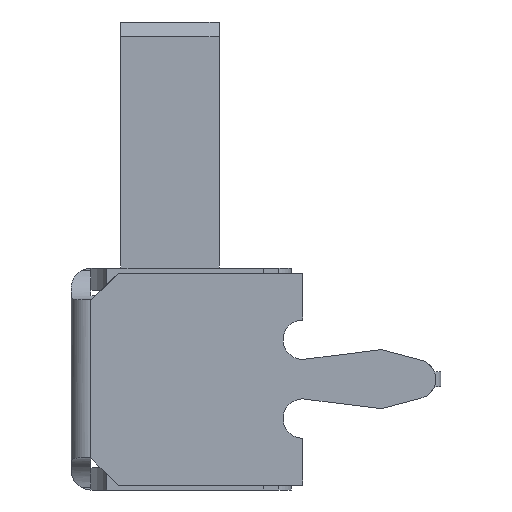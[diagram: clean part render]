
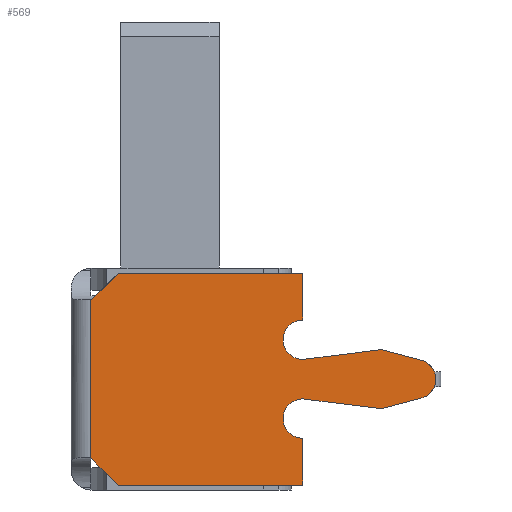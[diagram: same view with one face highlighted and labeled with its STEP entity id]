
A CAD part, left-side view. The second image highlights one B-rep face of the part: STEP entity #569.
In plain terms, the highlighted planar face has unit normal (-1, 0, 0).
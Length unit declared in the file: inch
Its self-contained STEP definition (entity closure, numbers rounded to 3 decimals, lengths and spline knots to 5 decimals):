
#31 = CARTESIAN_POINT ( 'NONE',  ( -0.15236, -0.06563, 0.25394 ) ) ;
#52 = CARTESIAN_POINT ( 'NONE',  ( -0.15236, -0.06563, 0.42323 ) ) ;
#86 = ORIENTED_EDGE ( 'NONE', *, *, #2257, .F. ) ;
#184 = ORIENTED_EDGE ( 'NONE', *, *, #5071, .T. ) ;
#193 = EDGE_CURVE ( 'NONE', #1419, #258, #1013, .T. ) ;
#258 = VERTEX_POINT ( 'NONE', #3760 ) ;
#317 = CARTESIAN_POINT ( 'NONE',  ( -0.15236, 0.10367, 0.4252 ) ) ;
#340 = LINE ( 'NONE', #5491, #2065 ) ;
#386 = DIRECTION ( 'NONE',  ( 0., 0.707, -0.707 ) ) ;
#397 = EDGE_CURVE ( 'NONE', #3831, #1259, #3415, .T. ) ;
#406 = CARTESIAN_POINT ( 'NONE',  ( -0.15236, 0.10367, 0.4252 ) ) ;
#485 = DIRECTION ( 'NONE',  ( 0., -0.707, -0.707 ) ) ;
#569 = ADVANCED_FACE ( 'NONE', ( #4185 ), #2903, .F. ) ;
#657 = CARTESIAN_POINT ( 'NONE',  ( -0.15236, -0.06563, 0.35433 ) ) ;
#666 = ORIENTED_EDGE ( 'NONE', *, *, #397, .F. ) ;
#690 = VERTEX_POINT ( 'NONE', #827 ) ;
#726 = DIRECTION ( 'NONE',  ( 0., -1., 0. ) ) ;
#731 = VERTEX_POINT ( 'NONE', #796 ) ;
#734 = CIRCLE ( 'NONE', #5460, 0.01575 ) ;
#757 = CARTESIAN_POINT ( 'NONE',  ( -0.15236, 0.08004, 0.4252 ) ) ;
#759 = CARTESIAN_POINT ( 'NONE',  ( -0.15236, -0.12862, 0.31496 ) ) ;
#796 = CARTESIAN_POINT ( 'NONE',  ( -0.15236, 0.10367, 0.27559 ) ) ;
#825 = ORIENTED_EDGE ( 'NONE', *, *, #1821, .F. ) ;
#827 = CARTESIAN_POINT ( 'NONE',  ( -0.15236, -0.06563, 0.42323 ) ) ;
#898 = DIRECTION ( 'NONE',  ( 0., -0.966, -0.257 ) ) ;
#914 = CARTESIAN_POINT ( 'NONE',  ( -0.15236, 0.10367, 0.27559 ) ) ;
#931 = VERTEX_POINT ( 'NONE', #3578 ) ;
#944 = CARTESIAN_POINT ( 'NONE',  ( -0.15236, -0.15618, 0.33858 ) ) ;
#963 = CARTESIAN_POINT ( 'NONE',  ( -0.15236, 0.10367, 0.27565 ) ) ;
#966 = LINE ( 'NONE', #3149, #2440 ) ;
#1013 = CIRCLE ( 'NONE', #4180, 0.01575 ) ;
#1067 = DIRECTION ( 'NONE',  ( 0., 1., 0. ) ) ;
#1081 = LINE ( 'NONE', #759, #5247 ) ;
#1087 = ORIENTED_EDGE ( 'NONE', *, *, #3580, .F. ) ;
#1135 = VECTOR ( 'NONE', #386, 39.37008 ) ;
#1145 = VECTOR ( 'NONE', #4322, 39.37008 ) ;
#1205 = CARTESIAN_POINT ( 'NONE',  ( -0.15236, -0.16084, 0.32354 ) ) ;
#1259 = VERTEX_POINT ( 'NONE', #2617 ) ;
#1293 = DIRECTION ( 'NONE',  ( 0., 0., 1. ) ) ;
#1301 = CARTESIAN_POINT ( 'NONE',  ( -0.15236, -0.16084, 0.35363 ) ) ;
#1383 = VERTEX_POINT ( 'NONE', #31 ) ;
#1387 = CARTESIAN_POINT ( 'NONE',  ( -0.15236, -0.12862, 0.31496 ) ) ;
#1400 = ORIENTED_EDGE ( 'NONE', *, *, #193, .F. ) ;
#1419 = VERTEX_POINT ( 'NONE', #2327 ) ;
#1561 = ORIENTED_EDGE ( 'NONE', *, *, #3730, .F. ) ;
#1572 = EDGE_CURVE ( 'NONE', #1383, #5264, #340, .T. ) ;
#1589 = VERTEX_POINT ( 'NONE', #1205 ) ;
#1640 = ORIENTED_EDGE ( 'NONE', *, *, #2988, .T. ) ;
#1693 = VECTOR ( 'NONE', #2266, 39.37008 ) ;
#1696 = VERTEX_POINT ( 'NONE', #4057 ) ;
#1749 = VERTEX_POINT ( 'NONE', #963 ) ;
#1758 = CARTESIAN_POINT ( 'NONE',  ( -0.15236, 0.10367, 0.40157 ) ) ;
#1785 = DIRECTION ( 'NONE',  ( 0., -1., 0. ) ) ;
#1807 = AXIS2_PLACEMENT_3D ( 'NONE', #317, #4524, #1067 ) ;
#1821 = EDGE_CURVE ( 'NONE', #1589, #2089, #1081, .T. ) ;
#1842 = CARTESIAN_POINT ( 'NONE',  ( -0.15236, -0.06563, 0.32283 ) ) ;
#1911 = AXIS2_PLACEMENT_3D ( 'NONE', #3027, #2232, #4310 ) ;
#1972 = DIRECTION ( 'NONE',  ( -1., 0., 0. ) ) ;
#2001 = ORIENTED_EDGE ( 'NONE', *, *, #4763, .F. ) ;
#2048 = CARTESIAN_POINT ( 'NONE',  ( -0.15236, -0.06563, 0.37008 ) ) ;
#2065 = VECTOR ( 'NONE', #5056, 39.37008 ) ;
#2089 = VERTEX_POINT ( 'NONE', #1387 ) ;
#2232 = DIRECTION ( 'NONE',  ( -1., 0., 0. ) ) ;
#2257 = EDGE_CURVE ( 'NONE', #4869, #1383, #3759, .T. ) ;
#2266 = DIRECTION ( 'NONE',  ( 0., 0.992, 0.124 ) ) ;
#2293 = LINE ( 'NONE', #1842, #1693 ) ;
#2327 = CARTESIAN_POINT ( 'NONE',  ( -0.15236, -0.16084, 0.35363 ) ) ;
#2440 = VECTOR ( 'NONE', #2667, 39.37008 ) ;
#2449 = CIRCLE ( 'NONE', #1911, 0.01575 ) ;
#2453 = DIRECTION ( 'NONE',  ( 1., 0., 0. ) ) ;
#2527 = VECTOR ( 'NONE', #1785, 39.37008 ) ;
#2548 = CARTESIAN_POINT ( 'NONE',  ( -0.15236, -0.15618, 0.33858 ) ) ;
#2566 = AXIS2_PLACEMENT_3D ( 'NONE', #2048, #1972, #726 ) ;
#2592 = ORIENTED_EDGE ( 'NONE', *, *, #3959, .T. ) ;
#2617 = CARTESIAN_POINT ( 'NONE',  ( -0.15236, -0.12862, 0.3622 ) ) ;
#2667 = DIRECTION ( 'NONE',  ( 0., 0., -1. ) ) ;
#2671 = DIRECTION ( 'NONE',  ( 1., 0., 0. ) ) ;
#2829 = DIRECTION ( 'NONE',  ( 0., 0., -1. ) ) ;
#2866 = EDGE_LOOP ( 'NONE', ( #4350, #4505, #2592, #184, #2867, #1640, #3668, #86, #1561, #4571, #825, #1087, #1400, #2001, #666, #5123 ) ) ;
#2867 = ORIENTED_EDGE ( 'NONE', *, *, #4525, .F. ) ;
#2886 = EDGE_CURVE ( 'NONE', #690, #1696, #966, .T. ) ;
#2903 = PLANE ( 'NONE',  #1807 ) ;
#2913 = LINE ( 'NONE', #757, #1135 ) ;
#2915 = DIRECTION ( 'NONE',  ( 0., 0.966, -0.257 ) ) ;
#2988 = EDGE_CURVE ( 'NONE', #731, #5264, #5227, .T. ) ;
#2995 = EDGE_CURVE ( 'NONE', #4653, #690, #3948, .T. ) ;
#3027 = CARTESIAN_POINT ( 'NONE',  ( -0.15236, -0.06563, 0.30709 ) ) ;
#3149 = CARTESIAN_POINT ( 'NONE',  ( -0.15236, -0.06563, 0.38583 ) ) ;
#3167 = VECTOR ( 'NONE', #2829, 39.37008 ) ;
#3415 = LINE ( 'NONE', #5212, #4704 ) ;
#3497 = LINE ( 'NONE', #406, #5302 ) ;
#3568 = CIRCLE ( 'NONE', #2566, 0.01575 ) ;
#3578 = CARTESIAN_POINT ( 'NONE',  ( -0.15236, -0.06563, 0.32283 ) ) ;
#3580 = EDGE_CURVE ( 'NONE', #258, #1589, #734, .T. ) ;
#3668 = ORIENTED_EDGE ( 'NONE', *, *, #1572, .F. ) ;
#3730 = EDGE_CURVE ( 'NONE', #931, #4869, #2449, .T. ) ;
#3759 = LINE ( 'NONE', #4583, #3167 ) ;
#3760 = CARTESIAN_POINT ( 'NONE',  ( -0.15236, -0.17193, 0.33858 ) ) ;
#3831 = VERTEX_POINT ( 'NONE', #657 ) ;
#3948 = LINE ( 'NONE', #52, #2527 ) ;
#3959 = EDGE_CURVE ( 'NONE', #4653, #5587, #2913, .T. ) ;
#4057 = CARTESIAN_POINT ( 'NONE',  ( -0.15236, -0.06563, 0.38583 ) ) ;
#4180 = AXIS2_PLACEMENT_3D ( 'NONE', #2548, #2453, #4192 ) ;
#4185 = FACE_OUTER_BOUND ( 'NONE', #2866, .T. ) ;
#4192 = DIRECTION ( 'NONE',  ( 0., -1., 0. ) ) ;
#4310 = DIRECTION ( 'NONE',  ( 0., -1., 0. ) ) ;
#4322 = DIRECTION ( 'NONE',  ( 0., 0., -1. ) ) ;
#4327 = DIRECTION ( 'NONE',  ( 0., -0.992, 0.124 ) ) ;
#4350 = ORIENTED_EDGE ( 'NONE', *, *, #2886, .F. ) ;
#4362 = LINE ( 'NONE', #1301, #4946 ) ;
#4402 = EDGE_CURVE ( 'NONE', #1696, #3831, #3568, .T. ) ;
#4505 = ORIENTED_EDGE ( 'NONE', *, *, #2995, .F. ) ;
#4524 = DIRECTION ( 'NONE',  ( 1., 0., 0. ) ) ;
#4525 = EDGE_CURVE ( 'NONE', #731, #1749, #3497, .T. ) ;
#4571 = ORIENTED_EDGE ( 'NONE', *, *, #5599, .F. ) ;
#4583 = CARTESIAN_POINT ( 'NONE',  ( -0.15236, -0.06563, 0.25394 ) ) ;
#4590 = CARTESIAN_POINT ( 'NONE',  ( -0.15236, 0.10367, 0.4252 ) ) ;
#4653 = VERTEX_POINT ( 'NONE', #4867 ) ;
#4704 = VECTOR ( 'NONE', #4327, 39.37008 ) ;
#4763 = EDGE_CURVE ( 'NONE', #1259, #1419, #4362, .T. ) ;
#4812 = VECTOR ( 'NONE', #485, 39.37008 ) ;
#4867 = CARTESIAN_POINT ( 'NONE',  ( -0.15236, 0.08201, 0.42323 ) ) ;
#4869 = VERTEX_POINT ( 'NONE', #4968 ) ;
#4946 = VECTOR ( 'NONE', #898, 39.37008 ) ;
#4968 = CARTESIAN_POINT ( 'NONE',  ( -0.15236, -0.06563, 0.29134 ) ) ;
#4979 = CARTESIAN_POINT ( 'NONE',  ( -0.15236, 0.08201, 0.25394 ) ) ;
#5050 = LINE ( 'NONE', #4590, #1145 ) ;
#5056 = DIRECTION ( 'NONE',  ( 0., 1., 0. ) ) ;
#5071 = EDGE_CURVE ( 'NONE', #5587, #1749, #5050, .T. ) ;
#5123 = ORIENTED_EDGE ( 'NONE', *, *, #4402, .F. ) ;
#5212 = CARTESIAN_POINT ( 'NONE',  ( -0.15236, -0.12862, 0.3622 ) ) ;
#5227 = LINE ( 'NONE', #914, #4812 ) ;
#5247 = VECTOR ( 'NONE', #2915, 39.37008 ) ;
#5264 = VERTEX_POINT ( 'NONE', #4979 ) ;
#5302 = VECTOR ( 'NONE', #1293, 39.37008 ) ;
#5460 = AXIS2_PLACEMENT_3D ( 'NONE', #944, #2671, #5461 ) ;
#5461 = DIRECTION ( 'NONE',  ( 0., -1., 0. ) ) ;
#5491 = CARTESIAN_POINT ( 'NONE',  ( -0.15236, 0.08201, 0.25394 ) ) ;
#5587 = VERTEX_POINT ( 'NONE', #1758 ) ;
#5599 = EDGE_CURVE ( 'NONE', #2089, #931, #2293, .T. ) ;
